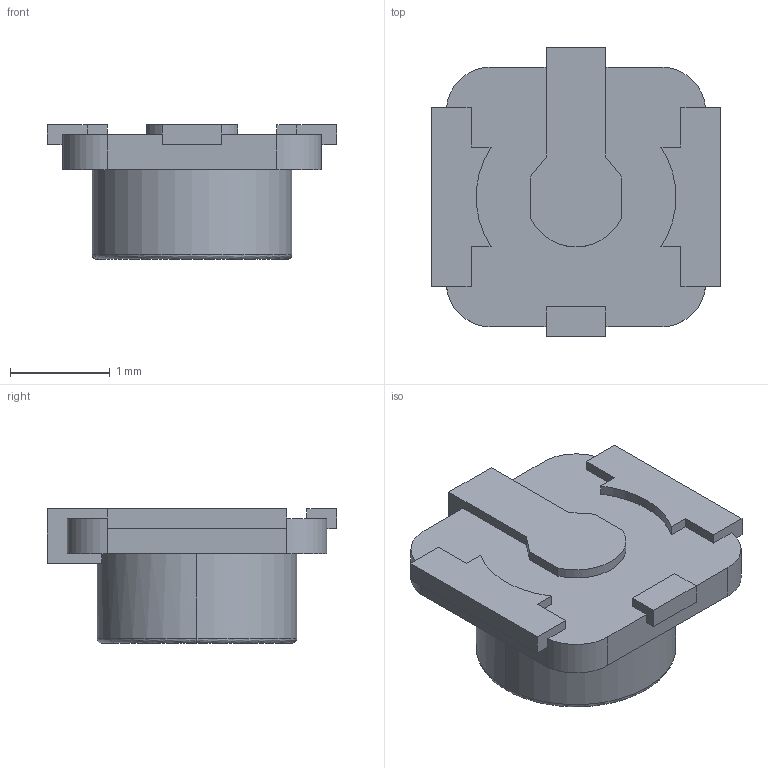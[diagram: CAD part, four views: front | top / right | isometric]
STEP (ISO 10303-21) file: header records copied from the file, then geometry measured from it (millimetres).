
FILE_DESCRIPTION (( 'STEP AP214' ), '1' );
FILE_NAME ('User Library-CL331-0471-0-01.STEP', '2014-11-19T13:13:14', ( 'Windows User' ), ( '' ), 'SwSTEP 2.0', 'SolidWorks 2015', '' );
FILE_SCHEMA (( 'AUTOMOTIVE_DESIGN' ));
Length unit declared in the file: millimetre
Products named in the file (1): User Library-CL331-0471-0-01
Bounding box: 2.9 x 2.9 x 1.35 mm (x, y, z)
Volume: 3.6 mm3; surface area: 32 mm2
Topology: 1 solids, 1 shells, 66 faces, 187 edges, 122 vertices
Faces by surface type: plane 48, cylinder 15, bspline 3
Entity records: 2906 total; most frequent: CARTESIAN_POINT 419, ORIENTED_EDGE 370, DIRECTION 349, EDGE_CURVE 185, LINE 149, VECTOR 149, VERTEX_POINT 122, AXIS2_PLACEMENT_3D 100
